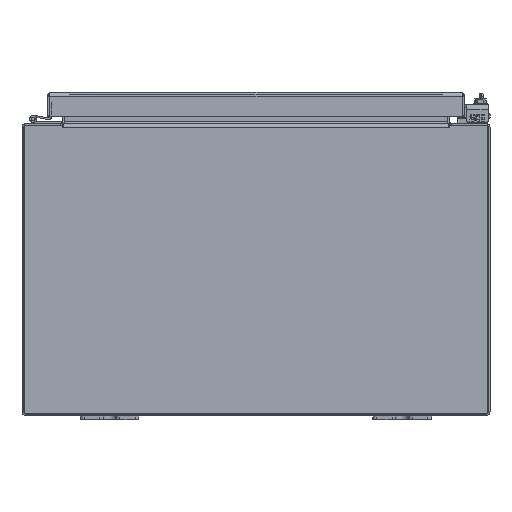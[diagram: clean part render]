
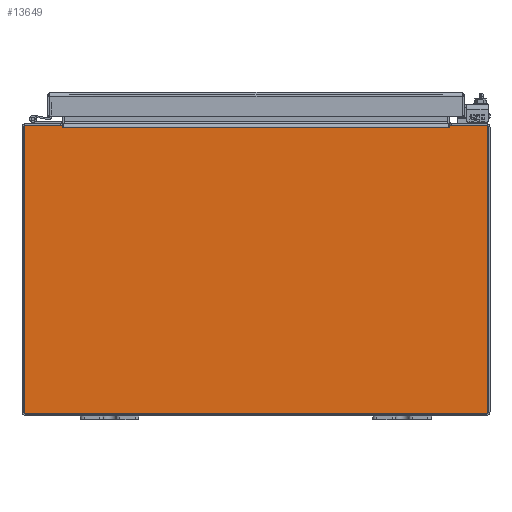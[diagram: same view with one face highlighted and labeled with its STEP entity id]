
A CAD part, front view. The second image highlights one B-rep face of the part: STEP entity #13649.
In plain terms, the highlighted planar face has unit normal (0, -1, 0).
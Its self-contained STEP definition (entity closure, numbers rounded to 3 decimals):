
#1290 = LINE ( 'NONE', #13000, #26730 ) ;
#3607 = DIRECTION ( 'NONE',  ( 0., 0., -1. ) ) ;
#4150 = AXIS2_PLACEMENT_3D ( 'NONE', #128111, #105514, #65416 ) ;
#4446 = LINE ( 'NONE', #31952, #152314 ) ;
#5331 = CARTESIAN_POINT ( 'NONE',  ( 6.598, -10., 4.855 ) ) ;
#6213 = EDGE_CURVE ( 'NONE', #103108, #118539, #76323, .T. ) ;
#7601 = CARTESIAN_POINT ( 'NONE',  ( -7.937, -10., 4.857 ) ) ;
#10425 = CARTESIAN_POINT ( 'NONE',  ( 0., -10., 4.855 ) ) ;
#10585 = CARTESIAN_POINT ( 'NONE',  ( 7.937, -10., 4.857 ) ) ;
#12382 = ORIENTED_EDGE ( 'NONE', *, *, #45100, .T. ) ;
#13000 = CARTESIAN_POINT ( 'NONE',  ( 0., -10., -4.937 ) ) ;
#13553 = PLANE ( 'NONE',  #17308 ) ;
#13649 = ADVANCED_FACE ( 'NONE', ( #99648 ), #13553, .T. ) ;
#15471 = DIRECTION ( 'NONE',  ( 1., 0., 0. ) ) ;
#17013 = CARTESIAN_POINT ( 'NONE',  ( 7.857, -10., 4.937 ) ) ;
#17308 = AXIS2_PLACEMENT_3D ( 'NONE', #24433, #51940, #143632 ) ;
#17696 = ORIENTED_EDGE ( 'NONE', *, *, #120615, .T. ) ;
#20293 = VERTEX_POINT ( 'NONE', #5331 ) ;
#21127 = AXIS2_PLACEMENT_3D ( 'NONE', #120763, #94867, #159199 ) ;
#22835 = CARTESIAN_POINT ( 'NONE',  ( 6.614, -10., 4.855 ) ) ;
#23930 = CARTESIAN_POINT ( 'NONE',  ( -7.937, -10., -4.857 ) ) ;
#24433 = CARTESIAN_POINT ( 'NONE',  ( 0., -10., 0. ) ) ;
#24701 = VERTEX_POINT ( 'NONE', #37147 ) ;
#26240 = VECTOR ( 'NONE', #44047, 39.37 ) ;
#26730 = VECTOR ( 'NONE', #15471, 39.37 ) ;
#27678 = VECTOR ( 'NONE', #82526, 39.37 ) ;
#30599 = EDGE_CURVE ( 'NONE', #158375, #31649, #105479, .T. ) ;
#31583 = CARTESIAN_POINT ( 'NONE',  ( 0., -10., 4.937 ) ) ;
#31649 = VERTEX_POINT ( 'NONE', #17013 ) ;
#31952 = CARTESIAN_POINT ( 'NONE',  ( -7.937, -10., 0. ) ) ;
#32675 = EDGE_CURVE ( 'NONE', #118539, #133966, #75331, .T. ) ;
#35093 = EDGE_CURVE ( 'NONE', #162514, #20293, #35513, .T. ) ;
#35513 = LINE ( 'NONE', #86486, #105235 ) ;
#37147 = CARTESIAN_POINT ( 'NONE',  ( 7.937, -10., -4.857 ) ) ;
#39645 = VERTEX_POINT ( 'NONE', #23930 ) ;
#40654 = VERTEX_POINT ( 'NONE', #7601 ) ;
#42700 = ORIENTED_EDGE ( 'NONE', *, *, #6213, .T. ) ;
#44047 = DIRECTION ( 'NONE',  ( -1., 0., 0. ) ) ;
#45100 = EDGE_CURVE ( 'NONE', #141802, #24701, #86999, .T. ) ;
#49699 = AXIS2_PLACEMENT_3D ( 'NONE', #141258, #55156, #106136 ) ;
#50650 = ORIENTED_EDGE ( 'NONE', *, *, #73817, .T. ) ;
#51922 = CARTESIAN_POINT ( 'NONE',  ( -6.614, -10., 4.855 ) ) ;
#51940 = DIRECTION ( 'NONE',  ( 0., -1., 0. ) ) ;
#55156 = DIRECTION ( 'NONE',  ( 0., -1., 0. ) ) ;
#56937 = EDGE_CURVE ( 'NONE', #24701, #158375, #107632, .T. ) ;
#57544 = ORIENTED_EDGE ( 'NONE', *, *, #102084, .T. ) ;
#58032 = CARTESIAN_POINT ( 'NONE',  ( 6.628, -10., 4.937 ) ) ;
#62250 = VECTOR ( 'NONE', #139827, 39.37 ) ;
#65416 = DIRECTION ( 'NONE',  ( 0., 0., -1. ) ) ;
#65441 = CARTESIAN_POINT ( 'NONE',  ( -6.598, -10., 4.855 ) ) ;
#69027 = AXIS2_PLACEMENT_3D ( 'NONE', #106064, #144499, #84280 ) ;
#69277 = CARTESIAN_POINT ( 'NONE',  ( 7.857, -10., -4.937 ) ) ;
#69971 = EDGE_CURVE ( 'NONE', #123076, #141802, #1290, .T. ) ;
#71753 = CIRCLE ( 'NONE', #21127, 0.08 ) ;
#72132 = CARTESIAN_POINT ( 'NONE',  ( -6.628, -10., 4.937 ) ) ;
#73817 = EDGE_CURVE ( 'NONE', #40654, #39645, #4446, .T. ) ;
#75331 = LINE ( 'NONE', #51922, #89269 ) ;
#75377 = ORIENTED_EDGE ( 'NONE', *, *, #35093, .T. ) ;
#76323 = LINE ( 'NONE', #10425, #62250 ) ;
#78377 = LINE ( 'NONE', #165322, #124334 ) ;
#82526 = DIRECTION ( 'NONE',  ( -1., 0., 0. ) ) ;
#84280 = DIRECTION ( 'NONE',  ( 0., 0., -1. ) ) ;
#86486 = CARTESIAN_POINT ( 'NONE',  ( 6.606, -10., 4.855 ) ) ;
#86999 = CIRCLE ( 'NONE', #49699, 0.08 ) ;
#87892 = DIRECTION ( 'NONE',  ( -0.174, 0., 0.985 ) ) ;
#89269 = VECTOR ( 'NONE', #87892, 39.37 ) ;
#92668 = ORIENTED_EDGE ( 'NONE', *, *, #94458, .T. ) ;
#93099 = CIRCLE ( 'NONE', #69027, 0.08 ) ;
#93573 = DIRECTION ( 'NONE',  ( -0.174, 0., -0.985 ) ) ;
#94113 = ORIENTED_EDGE ( 'NONE', *, *, #56937, .T. ) ;
#94458 = EDGE_CURVE ( 'NONE', #20293, #103108, #78377, .T. ) ;
#94867 = DIRECTION ( 'NONE',  ( 0., -1., 0. ) ) ;
#96356 = VECTOR ( 'NONE', #93573, 39.37 ) ;
#99648 = FACE_OUTER_BOUND ( 'NONE', #161319, .T. ) ;
#99664 = EDGE_CURVE ( 'NONE', #133966, #101721, #142693, .T. ) ;
#101721 = VERTEX_POINT ( 'NONE', #133483 ) ;
#101835 = DIRECTION ( 'NONE',  ( -1., 0., 0. ) ) ;
#102084 = EDGE_CURVE ( 'NONE', #39645, #123076, #71753, .T. ) ;
#103108 = VERTEX_POINT ( 'NONE', #65441 ) ;
#105235 = VECTOR ( 'NONE', #152456, 39.37 ) ;
#105298 = CARTESIAN_POINT ( 'NONE',  ( 6.628, -10., 4.937 ) ) ;
#105479 = CIRCLE ( 'NONE', #4150, 0.08 ) ;
#105514 = DIRECTION ( 'NONE',  ( 0., -1., 0. ) ) ;
#105920 = CARTESIAN_POINT ( 'NONE',  ( 0., -10., 4.937 ) ) ;
#106025 = VERTEX_POINT ( 'NONE', #58032 ) ;
#106064 = CARTESIAN_POINT ( 'NONE',  ( -7.857, -10., 4.857 ) ) ;
#106136 = DIRECTION ( 'NONE',  ( 0., 0., -1. ) ) ;
#106196 = VECTOR ( 'NONE', #131862, 39.37 ) ;
#107632 = LINE ( 'NONE', #119337, #106196 ) ;
#112308 = ORIENTED_EDGE ( 'NONE', *, *, #30599, .T. ) ;
#118539 = VERTEX_POINT ( 'NONE', #148921 ) ;
#119337 = CARTESIAN_POINT ( 'NONE',  ( 7.937, -10., 0. ) ) ;
#120615 = EDGE_CURVE ( 'NONE', #31649, #106025, #146060, .T. ) ;
#120763 = CARTESIAN_POINT ( 'NONE',  ( -7.857, -10., -4.857 ) ) ;
#123076 = VERTEX_POINT ( 'NONE', #151144 ) ;
#124334 = VECTOR ( 'NONE', #101835, 39.37 ) ;
#128111 = CARTESIAN_POINT ( 'NONE',  ( 7.857, -10., 4.857 ) ) ;
#130376 = LINE ( 'NONE', #105298, #96356 ) ;
#131862 = DIRECTION ( 'NONE',  ( 0., 0., 1. ) ) ;
#133483 = CARTESIAN_POINT ( 'NONE',  ( -7.857, -10., 4.937 ) ) ;
#133966 = VERTEX_POINT ( 'NONE', #72132 ) ;
#134178 = ORIENTED_EDGE ( 'NONE', *, *, #151434, .T. ) ;
#135624 = ORIENTED_EDGE ( 'NONE', *, *, #99664, .T. ) ;
#139827 = DIRECTION ( 'NONE',  ( -1., 0., 0. ) ) ;
#140532 = ORIENTED_EDGE ( 'NONE', *, *, #69971, .T. ) ;
#141135 = EDGE_CURVE ( 'NONE', #101721, #40654, #93099, .T. ) ;
#141258 = CARTESIAN_POINT ( 'NONE',  ( 7.857, -10., -4.857 ) ) ;
#141802 = VERTEX_POINT ( 'NONE', #69277 ) ;
#142693 = LINE ( 'NONE', #105920, #26240 ) ;
#142818 = ORIENTED_EDGE ( 'NONE', *, *, #32675, .T. ) ;
#143632 = DIRECTION ( 'NONE',  ( 0., 0., -1. ) ) ;
#144499 = DIRECTION ( 'NONE',  ( 0., -1., 0. ) ) ;
#145521 = ORIENTED_EDGE ( 'NONE', *, *, #141135, .T. ) ;
#146060 = LINE ( 'NONE', #31583, #27678 ) ;
#148921 = CARTESIAN_POINT ( 'NONE',  ( -6.614, -10., 4.855 ) ) ;
#151144 = CARTESIAN_POINT ( 'NONE',  ( -7.857, -10., -4.937 ) ) ;
#151434 = EDGE_CURVE ( 'NONE', #106025, #162514, #130376, .T. ) ;
#152314 = VECTOR ( 'NONE', #3607, 39.37 ) ;
#152456 = DIRECTION ( 'NONE',  ( -1., 0., 0. ) ) ;
#158375 = VERTEX_POINT ( 'NONE', #10585 ) ;
#159199 = DIRECTION ( 'NONE',  ( 0., 0., -1. ) ) ;
#161319 = EDGE_LOOP ( 'NONE', ( #135624, #145521, #50650, #57544, #140532, #12382, #94113, #112308, #17696, #134178, #75377, #92668, #42700, #142818 ) ) ;
#162514 = VERTEX_POINT ( 'NONE', #22835 ) ;
#165322 = CARTESIAN_POINT ( 'NONE',  ( 0., -10., 4.855 ) ) ;
